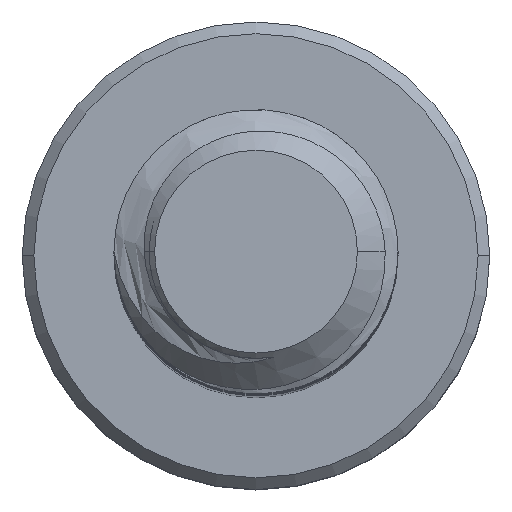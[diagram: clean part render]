
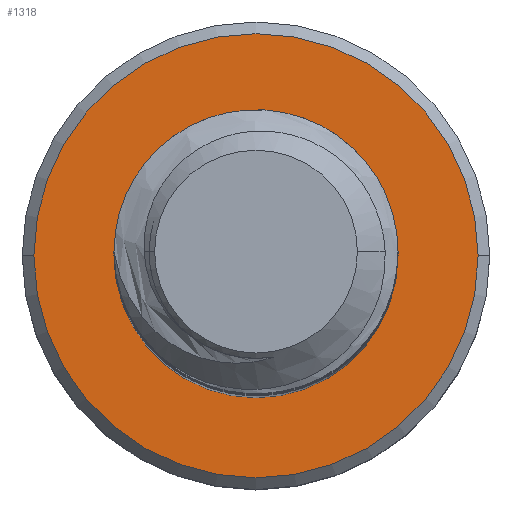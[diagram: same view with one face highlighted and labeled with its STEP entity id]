
A CAD part, top view. The second image highlights one B-rep face of the part: STEP entity #1318.
In plain terms, the highlighted planar face has unit normal (0, 0, 1).
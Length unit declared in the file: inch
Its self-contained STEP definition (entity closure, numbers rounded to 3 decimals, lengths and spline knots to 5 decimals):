
#135 = DIRECTION ( 'NONE',  ( -1., 0., 0. ) ) ;
#140 = DIRECTION ( 'NONE',  ( 0., 0., 1. ) ) ;
#150 = CARTESIAN_POINT ( 'NONE',  ( 0., 0., -1.375 ) ) ;
#171 = CARTESIAN_POINT ( 'NONE',  ( 0.082, 0., -1.375 ) ) ;
#278 = CARTESIAN_POINT ( 'NONE',  ( -0.082, 0., -1.375 ) ) ;
#523 = CARTESIAN_POINT ( 'NONE',  ( -0.12825, 0., -1.375 ) ) ;
#589 = CARTESIAN_POINT ( 'NONE',  ( 0.12825, 0., -1.375 ) ) ;
#705 = DIRECTION ( 'NONE',  ( -1., 0., 0. ) ) ;
#706 = DIRECTION ( 'NONE',  ( 0., 0., 1. ) ) ;
#712 = CARTESIAN_POINT ( 'NONE',  ( 0., 0., -1.375 ) ) ;
#1318 = ADVANCED_FACE ( 'NONE', ( #6363, #6355 ), #4164, .F. ) ;
#1429 = CIRCLE ( 'NONE', #2124, 0.082 ) ;
#1441 = CIRCLE ( 'NONE', #2129, 0.12825 ) ;
#1662 = EDGE_CURVE ( 'NONE', #4114, #4096, #1429, .T. ) ;
#1745 = EDGE_CURVE ( 'NONE', #4383, #3932, #1441, .T. ) ;
#2004 = EDGE_CURVE ( 'NONE', #3932, #4383, #7364, .T. ) ;
#2048 = AXIS2_PLACEMENT_3D ( 'NONE', #4165, #4162, #4161 ) ;
#2124 = AXIS2_PLACEMENT_3D ( 'NONE', #3984, #5523, #5543 ) ;
#2129 = AXIS2_PLACEMENT_3D ( 'NONE', #5165, #5134, #5138 ) ;
#2154 = AXIS2_PLACEMENT_3D ( 'NONE', #712, #706, #705 ) ;
#2191 = AXIS2_PLACEMENT_3D ( 'NONE', #150, #140, #135 ) ;
#3932 = VERTEX_POINT ( 'NONE', #589 ) ;
#3984 = CARTESIAN_POINT ( 'NONE',  ( 0., 0., -1.375 ) ) ;
#4096 = VERTEX_POINT ( 'NONE', #171 ) ;
#4114 = VERTEX_POINT ( 'NONE', #278 ) ;
#4161 = DIRECTION ( 'NONE',  ( -1., 0., 0. ) ) ;
#4162 = DIRECTION ( 'NONE',  ( 0., 0., -1. ) ) ;
#4164 = PLANE ( 'NONE',  #2048 ) ;
#4165 = CARTESIAN_POINT ( 'NONE',  ( 0., 0., -1.375 ) ) ;
#4383 = VERTEX_POINT ( 'NONE', #523 ) ;
#5134 = DIRECTION ( 'NONE',  ( 0., 0., 1. ) ) ;
#5138 = DIRECTION ( 'NONE',  ( -1., 0., 0. ) ) ;
#5165 = CARTESIAN_POINT ( 'NONE',  ( 0., 0., -1.375 ) ) ;
#5523 = DIRECTION ( 'NONE',  ( 0., 0., 1. ) ) ;
#5543 = DIRECTION ( 'NONE',  ( -1., 0., 0. ) ) ;
#5697 = CIRCLE ( 'NONE', #2191, 0.082 ) ;
#6355 = FACE_BOUND ( 'NONE', #6490, .T. ) ;
#6363 = FACE_OUTER_BOUND ( 'NONE', #6492, .T. ) ;
#6490 = EDGE_LOOP ( 'NONE', ( #6772, #6754 ) ) ;
#6492 = EDGE_LOOP ( 'NONE', ( #6773, #6771 ) ) ;
#6754 = ORIENTED_EDGE ( 'NONE', *, *, #1662, .F. ) ;
#6771 = ORIENTED_EDGE ( 'NONE', *, *, #2004, .T. ) ;
#6772 = ORIENTED_EDGE ( 'NONE', *, *, #7404, .F. ) ;
#6773 = ORIENTED_EDGE ( 'NONE', *, *, #1745, .T. ) ;
#7364 = CIRCLE ( 'NONE', #2154, 0.12825 ) ;
#7404 = EDGE_CURVE ( 'NONE', #4096, #4114, #5697, .T. ) ;
